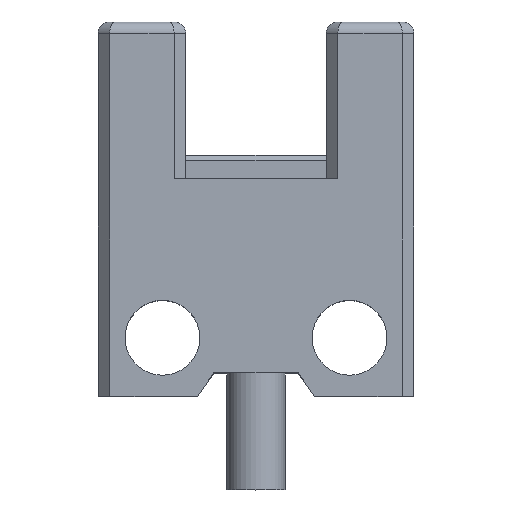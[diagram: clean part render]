
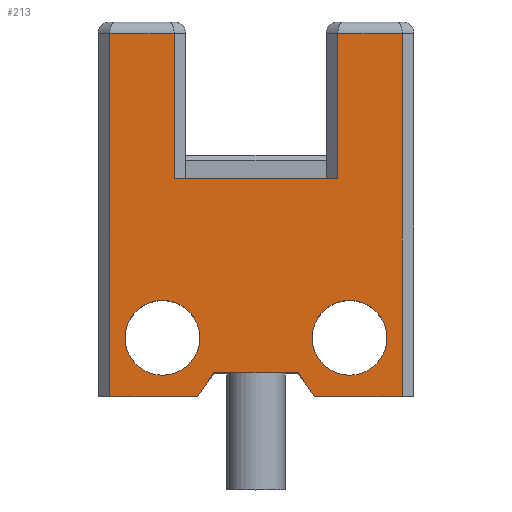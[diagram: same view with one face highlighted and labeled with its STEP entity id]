
A CAD part, top view. The second image highlights one B-rep face of the part: STEP entity #213.
In plain terms, the highlighted planar face has unit normal (0, 0, 1).
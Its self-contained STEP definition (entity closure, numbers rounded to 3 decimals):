
#131=CIRCLE('',#1436,1.6);
#132=CIRCLE('',#1437,1.6);
#213=ADVANCED_FACE('',(#339,#340,#341),#287,.T.);
#287=PLANE('',#1438);
#339=FACE_BOUND('',#369,.T.);
#340=FACE_BOUND('',#370,.T.);
#341=FACE_BOUND('',#371,.T.);
#369=EDGE_LOOP('',(#540));
#370=EDGE_LOOP('',(#541));
#371=EDGE_LOOP('',(#542,#543,#544,#545,#546,#547,#548,#549,#550,#551,#552,
#553));
#540=ORIENTED_EDGE('',*,*,#1012,.F.);
#541=ORIENTED_EDGE('',*,*,#1013,.T.);
#542=ORIENTED_EDGE('',*,*,#1014,.T.);
#543=ORIENTED_EDGE('',*,*,#1015,.T.);
#544=ORIENTED_EDGE('',*,*,#1016,.T.);
#545=ORIENTED_EDGE('',*,*,#996,.T.);
#546=ORIENTED_EDGE('',*,*,#1000,.T.);
#547=ORIENTED_EDGE('',*,*,#1004,.T.);
#548=ORIENTED_EDGE('',*,*,#1007,.T.);
#549=ORIENTED_EDGE('',*,*,#1011,.T.);
#550=ORIENTED_EDGE('',*,*,#1017,.T.);
#551=ORIENTED_EDGE('',*,*,#1018,.T.);
#552=ORIENTED_EDGE('',*,*,#1019,.T.);
#553=ORIENTED_EDGE('',*,*,#975,.T.);
#855=VERTEX_POINT('',#1988);
#856=VERTEX_POINT('',#1990);
#873=VERTEX_POINT('',#2030);
#874=VERTEX_POINT('',#2032);
#876=VERTEX_POINT('',#2038);
#879=VERTEX_POINT('',#2046);
#881=VERTEX_POINT('',#2052);
#883=VERTEX_POINT('',#2059);
#884=VERTEX_POINT('',#2063);
#885=VERTEX_POINT('',#2065);
#886=VERTEX_POINT('',#2067);
#887=VERTEX_POINT('',#2069);
#888=VERTEX_POINT('',#2072);
#889=VERTEX_POINT('',#2074);
#975=EDGE_CURVE('',#856,#855,#1157,.T.);
#996=EDGE_CURVE('',#874,#873,#1178,.T.);
#1000=EDGE_CURVE('',#873,#876,#1182,.T.);
#1004=EDGE_CURVE('',#876,#879,#1185,.T.);
#1007=EDGE_CURVE('',#879,#881,#1188,.T.);
#1011=EDGE_CURVE('',#881,#883,#1192,.T.);
#1012=EDGE_CURVE('',#884,#884,#131,.T.);
#1013=EDGE_CURVE('',#885,#885,#132,.T.);
#1014=EDGE_CURVE('',#855,#886,#1193,.T.);
#1015=EDGE_CURVE('',#886,#887,#1194,.T.);
#1016=EDGE_CURVE('',#887,#874,#1195,.T.);
#1017=EDGE_CURVE('',#883,#888,#1196,.T.);
#1018=EDGE_CURVE('',#888,#889,#1197,.T.);
#1019=EDGE_CURVE('',#889,#856,#1198,.T.);
#1157=LINE('',#1989,#1317);
#1178=LINE('',#2031,#1338);
#1182=LINE('',#2039,#1342);
#1185=LINE('',#2047,#1345);
#1188=LINE('',#2053,#1348);
#1192=LINE('',#2060,#1352);
#1193=LINE('',#2066,#1353);
#1194=LINE('',#2068,#1354);
#1195=LINE('',#2070,#1355);
#1196=LINE('',#2071,#1356);
#1197=LINE('',#2073,#1357);
#1198=LINE('',#2075,#1358);
#1317=VECTOR('',#1586,1.);
#1338=VECTOR('',#1613,1.);
#1342=VECTOR('',#1619,1.);
#1345=VECTOR('',#1626,1.);
#1348=VECTOR('',#1631,1.);
#1352=VECTOR('',#1637,1.);
#1353=VECTOR('',#1644,1.);
#1354=VECTOR('',#1645,1.);
#1355=VECTOR('',#1646,1.);
#1356=VECTOR('',#1647,1.);
#1357=VECTOR('',#1648,1.);
#1358=VECTOR('',#1649,1.);
#1436=AXIS2_PLACEMENT_3D('',#2062,#1640,#1641);
#1437=AXIS2_PLACEMENT_3D('',#2064,#1642,#1643);
#1438=AXIS2_PLACEMENT_3D('',#2076,#1650,#1651);
#1586=DIRECTION('',(-1.,0.,0.));
#1613=DIRECTION('',(1.,0.,0.));
#1619=DIRECTION('',(0.573,0.819,0.));
#1626=DIRECTION('',(1.,0.,0.));
#1631=DIRECTION('',(0.573,-0.819,0.));
#1637=DIRECTION('',(1.,0.,0.));
#1640=DIRECTION('',(0.,0.,1.));
#1641=DIRECTION('',(1.,0.,0.));
#1642=DIRECTION('',(0.,0.,-1.));
#1643=DIRECTION('',(1.,0.,0.));
#1644=DIRECTION('',(0.,1.,0.));
#1645=DIRECTION('',(-1.,0.,0.));
#1646=DIRECTION('',(0.,-1.,0.));
#1647=DIRECTION('',(0.,1.,0.));
#1648=DIRECTION('',(-1.,0.,0.));
#1649=DIRECTION('',(0.,-1.,0.));
#1650=DIRECTION('',(0.,0.,1.));
#1651=DIRECTION('',(1.,0.,0.));
#1988=CARTESIAN_POINT('',(-3.5,9.3,3.3));
#1989=CARTESIAN_POINT('',(3.,9.3,3.3));
#1990=CARTESIAN_POINT('',(3.5,9.3,3.3));
#2030=CARTESIAN_POINT('',(-2.5,0.,3.3));
#2031=CARTESIAN_POINT('',(-6.75,0.,3.3));
#2032=CARTESIAN_POINT('',(-6.25,0.,3.3));
#2038=CARTESIAN_POINT('',(-1.8,1.,3.3));
#2039=CARTESIAN_POINT('',(-2.5,0.,3.3));
#2046=CARTESIAN_POINT('',(1.8,1.,3.3));
#2047=CARTESIAN_POINT('',(-1.8,1.,3.3));
#2052=CARTESIAN_POINT('',(2.5,0.,3.3));
#2053=CARTESIAN_POINT('',(1.8,1.,3.3));
#2059=CARTESIAN_POINT('',(6.25,0.,3.3));
#2060=CARTESIAN_POINT('',(2.5,0.,3.3));
#2062=CARTESIAN_POINT('',(4.,2.5,3.3));
#2063=CARTESIAN_POINT('',(5.6,2.5,3.3));
#2064=CARTESIAN_POINT('',(-4.,2.5,3.3));
#2065=CARTESIAN_POINT('',(-2.4,2.5,3.3));
#2066=CARTESIAN_POINT('',(-3.5,16.,3.3));
#2067=CARTESIAN_POINT('',(-3.5,15.5,3.3));
#2068=CARTESIAN_POINT('',(-6.25,15.5,3.3));
#2069=CARTESIAN_POINT('',(-6.25,15.5,3.3));
#2070=CARTESIAN_POINT('',(-6.25,0.,3.3));
#2071=CARTESIAN_POINT('',(6.25,16.,3.3));
#2072=CARTESIAN_POINT('',(6.25,15.5,3.3));
#2073=CARTESIAN_POINT('',(3.5,15.5,3.3));
#2074=CARTESIAN_POINT('',(3.5,15.5,3.3));
#2075=CARTESIAN_POINT('',(3.5,9.3,3.3));
#2076=CARTESIAN_POINT('',(0.,0.,3.3));
